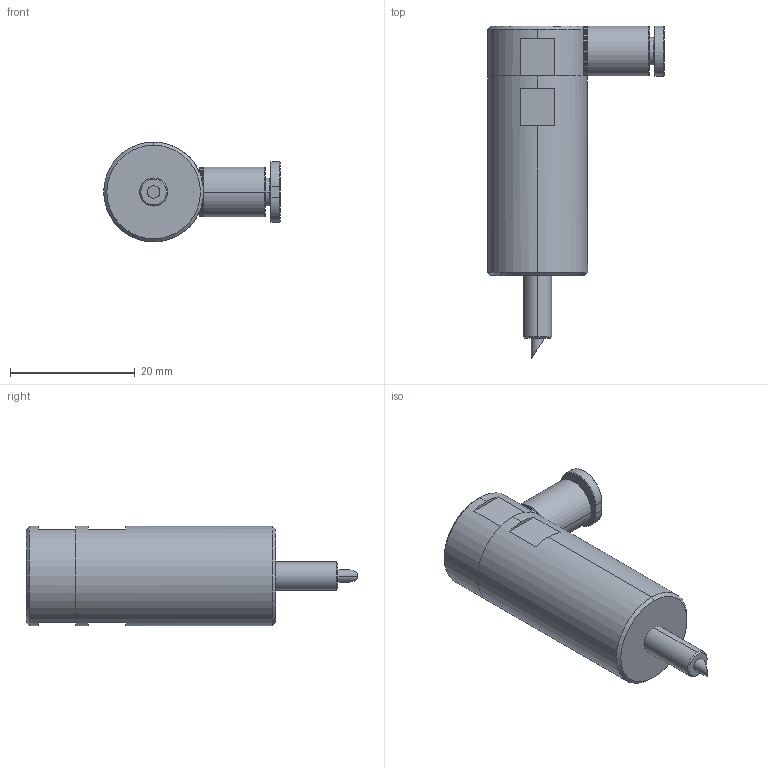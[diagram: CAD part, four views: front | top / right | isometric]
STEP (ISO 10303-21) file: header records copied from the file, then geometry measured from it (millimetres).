
FILE_DESCRIPTION (( 'STEP AP214' ), '1' );
FILE_NAME ('25241~6.STEP', '2018-10-18T14:10:56', ( '' ), ( '' ), 'SwSTEP 2.0', 'SolidWorks 2018', '' );
FILE_SCHEMA (( 'AUTOMOTIVE_DESIGN' ));
Length unit declared in the file: millimetre
Products named in the file (1): 25241~6
Bounding box: 28.3 x 53.2 x 16 mm (x, y, z)
Volume: 9782.5 mm3; surface area: 3704.4 mm2
Topology: 2 solids, 2 shells, 233 faces, 585 edges, 378 vertices
Faces by surface type: plane 120, bspline 59, cone 25, cylinder 25, torus 4
Entity records: 10465 total; most frequent: CARTESIAN_POINT 4684, ORIENTED_EDGE 1170, DIRECTION 916, EDGE_CURVE 585, VERTEX_POINT 378, VECTOR 360, LINE 360, AXIS2_PLACEMENT_3D 278
